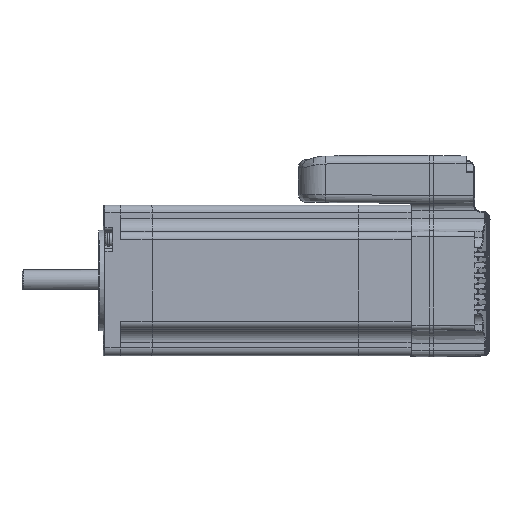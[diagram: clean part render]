
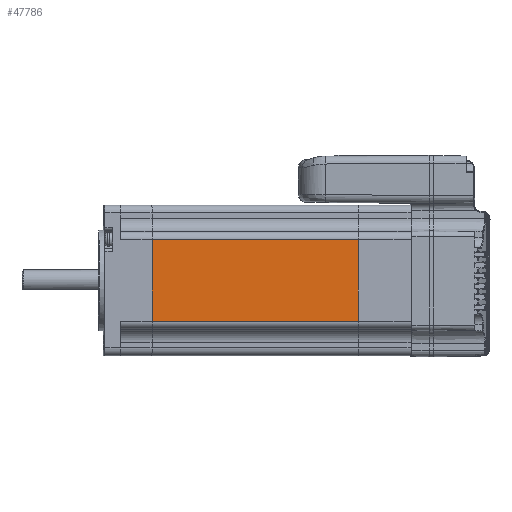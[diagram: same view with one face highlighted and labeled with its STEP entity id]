
A CAD part, left-side view. The second image highlights one B-rep face of the part: STEP entity #47786.
In plain terms, the highlighted face is planar.
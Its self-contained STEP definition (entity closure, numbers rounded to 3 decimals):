
#2899=PLANE('',#51305);
#6284=LINE('',#89896,#11239);
#6285=LINE('',#89900,#11240);
#6286=LINE('',#89902,#11241);
#6287=LINE('',#89903,#11242);
#11239=VECTOR('',#59313,1000.);
#11240=VECTOR('',#59318,1000.);
#11241=VECTOR('',#59319,1000.);
#11242=VECTOR('',#59320,1000.);
#15826=FACE_OUTER_BOUND('',#18567,.T.);
#18567=EDGE_LOOP('',(#39378,#39379,#39380,#39381));
#23796=VERTEX_POINT('',#89893);
#23797=VERTEX_POINT('',#89895);
#23798=VERTEX_POINT('',#89899);
#23799=VERTEX_POINT('',#89901);
#29372=EDGE_CURVE('',#23797,#23796,#6284,.T.);
#29374=EDGE_CURVE('',#23798,#23796,#6285,.T.);
#29375=EDGE_CURVE('',#23799,#23798,#6286,.T.);
#29376=EDGE_CURVE('',#23799,#23797,#6287,.T.);
#39378=ORIENTED_EDGE('',*,*,#29374,.F.);
#39379=ORIENTED_EDGE('',*,*,#29375,.F.);
#39380=ORIENTED_EDGE('',*,*,#29376,.T.);
#39381=ORIENTED_EDGE('',*,*,#29372,.T.);
#47786=ADVANCED_FACE('',(#15826),#2899,.T.);
#51305=AXIS2_PLACEMENT_3D('',#89898,#59316,#59317);
#59313=DIRECTION('',(0.,0.,-1.));
#59316=DIRECTION('center_axis',(1.,0.,0.));
#59317=DIRECTION('ref_axis',(0.,1.,0.));
#59318=DIRECTION('',(0.,-1.,0.));
#59319=DIRECTION('',(0.,0.,-1.));
#59320=DIRECTION('',(0.,-1.,0.));
#89893=CARTESIAN_POINT('',(28.5,-15.5,0.));
#89895=CARTESIAN_POINT('',(28.5,-15.5,78.));
#89896=CARTESIAN_POINT('',(28.5,-15.5,78.));
#89898=CARTESIAN_POINT('Origin',(28.5,-62.841,78.));
#89899=CARTESIAN_POINT('',(28.5,15.5,0.));
#89900=CARTESIAN_POINT('',(28.5,-62.841,0.));
#89901=CARTESIAN_POINT('',(28.5,15.5,78.));
#89902=CARTESIAN_POINT('',(28.5,15.5,78.));
#89903=CARTESIAN_POINT('',(28.5,-62.841,78.));
